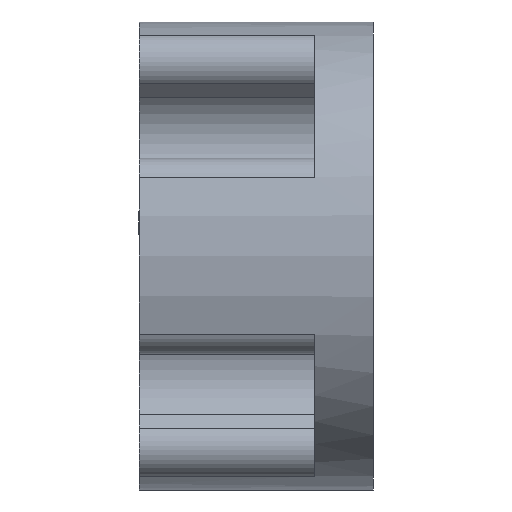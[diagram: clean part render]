
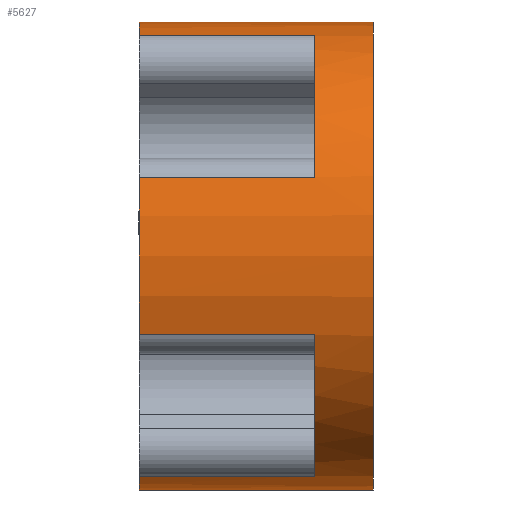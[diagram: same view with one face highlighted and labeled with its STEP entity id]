
A CAD part, left-side view. The second image highlights one B-rep face of the part: STEP entity #5627.
In plain terms, the highlighted cylindrical face has radius 16 mm (diameter 32 mm), a partial arc.
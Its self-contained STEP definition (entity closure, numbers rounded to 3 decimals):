
#1294 = EDGE_CURVE ( 'NONE', #23507, #26699, #6301, .T. ) ;
#1452 = CARTESIAN_POINT ( 'NONE',  ( 0., 8., 16. ) ) ;
#1526 = DIRECTION ( 'NONE',  ( 0., 1., 0. ) ) ;
#2641 = ORIENTED_EDGE ( 'NONE', *, *, #9690, .F. ) ;
#3022 = VERTEX_POINT ( 'NONE', #6496 ) ;
#3301 = VERTEX_POINT ( 'NONE', #11405 ) ;
#3419 = DIRECTION ( 'NONE',  ( 0., 0., 1. ) ) ;
#3436 = VERTEX_POINT ( 'NONE', #6712 ) ;
#3491 = CARTESIAN_POINT ( 'NONE',  ( -15.071, -4., -5.373 ) ) ;
#4189 = LINE ( 'NONE', #25122, #12403 ) ;
#4597 = ORIENTED_EDGE ( 'NONE', *, *, #12519, .T. ) ;
#4629 = ORIENTED_EDGE ( 'NONE', *, *, #18761, .T. ) ;
#4833 = DIRECTION ( 'NONE',  ( 0., 1., 0. ) ) ;
#5443 = DIRECTION ( 'NONE',  ( 0., 1., 0. ) ) ;
#5494 = AXIS2_PLACEMENT_3D ( 'NONE', #9159, #8639, #20576 ) ;
#5627 = ADVANCED_FACE ( 'NONE', ( #29045 ), #22088, .T. ) ;
#6301 = LINE ( 'NONE', #17732, #16927 ) ;
#6496 = CARTESIAN_POINT ( 'NONE',  ( -5.373, 8., 15.071 ) ) ;
#6712 = CARTESIAN_POINT ( 'NONE',  ( -15.071, -4., 5.373 ) ) ;
#7458 = DIRECTION ( 'NONE',  ( 0., -1., 0. ) ) ;
#8374 = CARTESIAN_POINT ( 'NONE',  ( 0., -8., -16. ) ) ;
#8484 = CARTESIAN_POINT ( 'NONE',  ( -15.071, 8., 5.373 ) ) ;
#8639 = DIRECTION ( 'NONE',  ( 0., 1., 0. ) ) ;
#8697 = DIRECTION ( 'NONE',  ( 0., 0., -1. ) ) ;
#9159 = CARTESIAN_POINT ( 'NONE',  ( 0., 8., 0. ) ) ;
#9522 = EDGE_LOOP ( 'NONE', ( #23347, #2641, #18373, #23810, #4597, #25023, #16157, #26336, #17986, #20371, #30778, #4629 ) ) ;
#9690 = EDGE_CURVE ( 'NONE', #3022, #30449, #12652, .T. ) ;
#10339 = DIRECTION ( 'NONE',  ( 0., 0., 1. ) ) ;
#10801 = DIRECTION ( 'NONE',  ( 0., 0., 1. ) ) ;
#11405 = CARTESIAN_POINT ( 'NONE',  ( -5.373, -4., 15.071 ) ) ;
#11553 = CIRCLE ( 'NONE', #22171, 16. ) ;
#11726 = EDGE_CURVE ( 'NONE', #3022, #3301, #4189, .T. ) ;
#11929 = AXIS2_PLACEMENT_3D ( 'NONE', #14638, #12133, #29525 ) ;
#12133 = DIRECTION ( 'NONE',  ( 0., 1., 0. ) ) ;
#12135 = CARTESIAN_POINT ( 'NONE',  ( 0., 8., -16. ) ) ;
#12370 = CARTESIAN_POINT ( 'NONE',  ( 0., -4., 0. ) ) ;
#12403 = VECTOR ( 'NONE', #12664, 1000. ) ;
#12519 = EDGE_CURVE ( 'NONE', #3436, #20494, #29347, .T. ) ;
#12596 = CARTESIAN_POINT ( 'NONE',  ( -5.373, -4., -15.071 ) ) ;
#12652 = CIRCLE ( 'NONE', #22348, 16. ) ;
#12662 = DIRECTION ( 'NONE',  ( 0., -1., 0. ) ) ;
#12664 = DIRECTION ( 'NONE',  ( 0., -1., 0. ) ) ;
#14048 = DIRECTION ( 'NONE',  ( 0., -1., 0. ) ) ;
#14212 = EDGE_CURVE ( 'NONE', #28103, #20494, #11553, .T. ) ;
#14547 = CARTESIAN_POINT ( 'NONE',  ( -15.071, 8., -5.373 ) ) ;
#14638 = CARTESIAN_POINT ( 'NONE',  ( 0., -8., 0. ) ) ;
#14804 = EDGE_CURVE ( 'NONE', #28488, #23507, #23329, .T. ) ;
#15394 = CARTESIAN_POINT ( 'NONE',  ( -15.071, 8., -5.373 ) ) ;
#15606 = VERTEX_POINT ( 'NONE', #26936 ) ;
#16020 = VECTOR ( 'NONE', #7458, 1000. ) ;
#16157 = ORIENTED_EDGE ( 'NONE', *, *, #30311, .T. ) ;
#16327 = DIRECTION ( 'NONE',  ( 0., -1., 0. ) ) ;
#16812 = CARTESIAN_POINT ( 'NONE',  ( 0., -4., 0. ) ) ;
#16903 = DIRECTION ( 'NONE',  ( 0., -1., 0. ) ) ;
#16927 = VECTOR ( 'NONE', #23673, 1000. ) ;
#17465 = CIRCLE ( 'NONE', #11929, 16. ) ;
#17732 = CARTESIAN_POINT ( 'NONE',  ( -5.373, 8., -15.071 ) ) ;
#17986 = ORIENTED_EDGE ( 'NONE', *, *, #1294, .T. ) ;
#18214 = AXIS2_PLACEMENT_3D ( 'NONE', #12370, #24802, #3419 ) ;
#18373 = ORIENTED_EDGE ( 'NONE', *, *, #11726, .T. ) ;
#18761 = EDGE_CURVE ( 'NONE', #22324, #15606, #17465, .T. ) ;
#19254 = EDGE_CURVE ( 'NONE', #3301, #3436, #23887, .T. ) ;
#19561 = VECTOR ( 'NONE', #14048, 1000. ) ;
#20371 = ORIENTED_EDGE ( 'NONE', *, *, #28295, .F. ) ;
#20382 = CARTESIAN_POINT ( 'NONE',  ( 0., 8., 0. ) ) ;
#20494 = VERTEX_POINT ( 'NONE', #27233 ) ;
#20576 = DIRECTION ( 'NONE',  ( 0., 0., 1. ) ) ;
#22078 = VERTEX_POINT ( 'NONE', #12135 ) ;
#22088 = CYLINDRICAL_SURFACE ( 'NONE', #25875, 16. ) ;
#22171 = AXIS2_PLACEMENT_3D ( 'NONE', #25247, #4833, #10339 ) ;
#22324 = VERTEX_POINT ( 'NONE', #8374 ) ;
#22348 = AXIS2_PLACEMENT_3D ( 'NONE', #20382, #5443, #25890 ) ;
#23329 = CIRCLE ( 'NONE', #18214, 16. ) ;
#23347 = ORIENTED_EDGE ( 'NONE', *, *, #28154, .F. ) ;
#23507 = VERTEX_POINT ( 'NONE', #12596 ) ;
#23529 = VECTOR ( 'NONE', #1526, 1000. ) ;
#23588 = CARTESIAN_POINT ( 'NONE',  ( 0., 8., 0. ) ) ;
#23673 = DIRECTION ( 'NONE',  ( 0., 1., 0. ) ) ;
#23810 = ORIENTED_EDGE ( 'NONE', *, *, #19254, .T. ) ;
#23887 = CIRCLE ( 'NONE', #27523, 16. ) ;
#24207 = CARTESIAN_POINT ( 'NONE',  ( -5.373, 8., -15.071 ) ) ;
#24802 = DIRECTION ( 'NONE',  ( 0., -1., 0. ) ) ;
#24941 = LINE ( 'NONE', #14547, #19561 ) ;
#25023 = ORIENTED_EDGE ( 'NONE', *, *, #14212, .F. ) ;
#25122 = CARTESIAN_POINT ( 'NONE',  ( -5.373, 8., 15.071 ) ) ;
#25247 = CARTESIAN_POINT ( 'NONE',  ( 0., 8., 0. ) ) ;
#25481 = EDGE_CURVE ( 'NONE', #22078, #22324, #30276, .T. ) ;
#25875 = AXIS2_PLACEMENT_3D ( 'NONE', #23588, #12662, #8697 ) ;
#25890 = DIRECTION ( 'NONE',  ( 0., 0., 1. ) ) ;
#26256 = CIRCLE ( 'NONE', #5494, 16. ) ;
#26336 = ORIENTED_EDGE ( 'NONE', *, *, #14804, .T. ) ;
#26699 = VERTEX_POINT ( 'NONE', #24207 ) ;
#26936 = CARTESIAN_POINT ( 'NONE',  ( 0., -8., 16. ) ) ;
#27233 = CARTESIAN_POINT ( 'NONE',  ( -15.071, 8., 5.373 ) ) ;
#27523 = AXIS2_PLACEMENT_3D ( 'NONE', #16812, #16327, #10801 ) ;
#28103 = VERTEX_POINT ( 'NONE', #15394 ) ;
#28154 = EDGE_CURVE ( 'NONE', #30449, #15606, #30286, .T. ) ;
#28295 = EDGE_CURVE ( 'NONE', #22078, #26699, #26256, .T. ) ;
#28488 = VERTEX_POINT ( 'NONE', #3491 ) ;
#28517 = VECTOR ( 'NONE', #16903, 1000. ) ;
#28789 = CARTESIAN_POINT ( 'NONE',  ( 0., 8., -16. ) ) ;
#28893 = CARTESIAN_POINT ( 'NONE',  ( 0., 8., 16. ) ) ;
#29045 = FACE_OUTER_BOUND ( 'NONE', #9522, .T. ) ;
#29347 = LINE ( 'NONE', #8484, #23529 ) ;
#29525 = DIRECTION ( 'NONE',  ( 0., 0., 1. ) ) ;
#30276 = LINE ( 'NONE', #28789, #28517 ) ;
#30286 = LINE ( 'NONE', #1452, #16020 ) ;
#30311 = EDGE_CURVE ( 'NONE', #28103, #28488, #24941, .T. ) ;
#30449 = VERTEX_POINT ( 'NONE', #28893 ) ;
#30778 = ORIENTED_EDGE ( 'NONE', *, *, #25481, .T. ) ;
